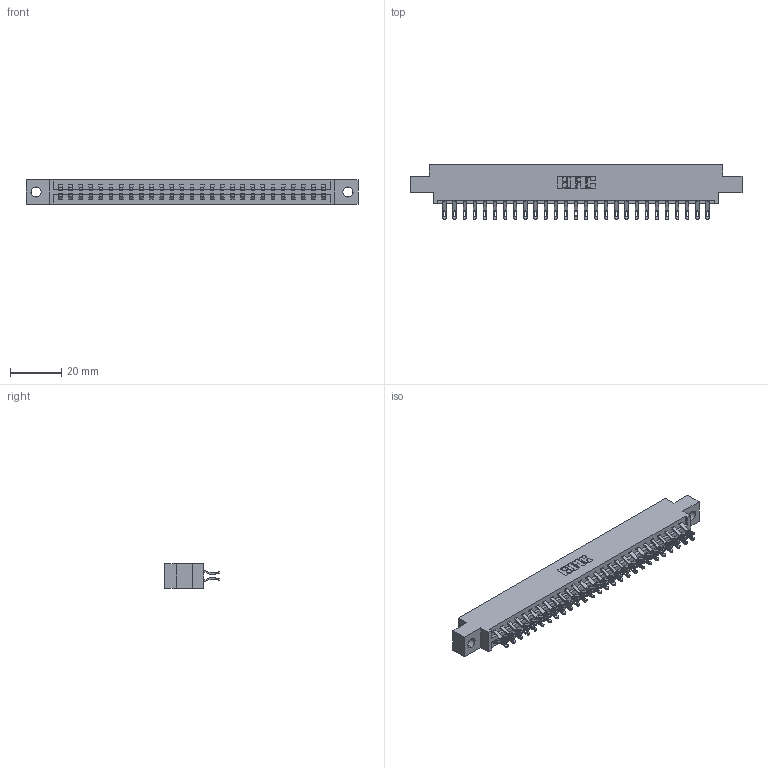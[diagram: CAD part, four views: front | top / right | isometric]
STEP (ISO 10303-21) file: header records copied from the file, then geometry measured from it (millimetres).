
FILE_DESCRIPTION (( 'STEP AP203' ), '1' );
FILE_NAME ('387-054-555-804.STEP', '2018-09-20T22:42:20', ( '' ), ( '' ), 'SwSTEP 2.0', 'SolidWorks 2016', '' );
FILE_SCHEMA (( 'CONFIG_CONTROL_DESIGN' ));
Length unit declared in the file: inch
Products named in the file (3): 337 Part_0.170 Offset - 0.156 Dia-TH; 345-292-001_555 Tail; 387-054-555-804
Assembly tree (55 placements, depth 2):
  387-054-555-804
    337 Part_0.170 Offset - 0.156 Dia-TH
    345-292-001_555 Tail  x54
Bounding box: 130 x 21.47 x 9.4 mm (x, y, z)
Volume: 13451.7 mm3; surface area: 15557 mm2
Topology: 55 solids, 55 shells, 3358 faces, 10529 edges, 7018 vertices
Faces by surface type: plane 2018, cylinder 1340
Entity records: 23335 total; most frequent: CARTESIAN_POINT 3980, ORIENTED_EDGE 3886, DIRECTION 3383, EDGE_CURVE 1943, VECTOR 1795, LINE 1795, VERTEX_POINT 1294, AXIS2_PLACEMENT_3D 794
